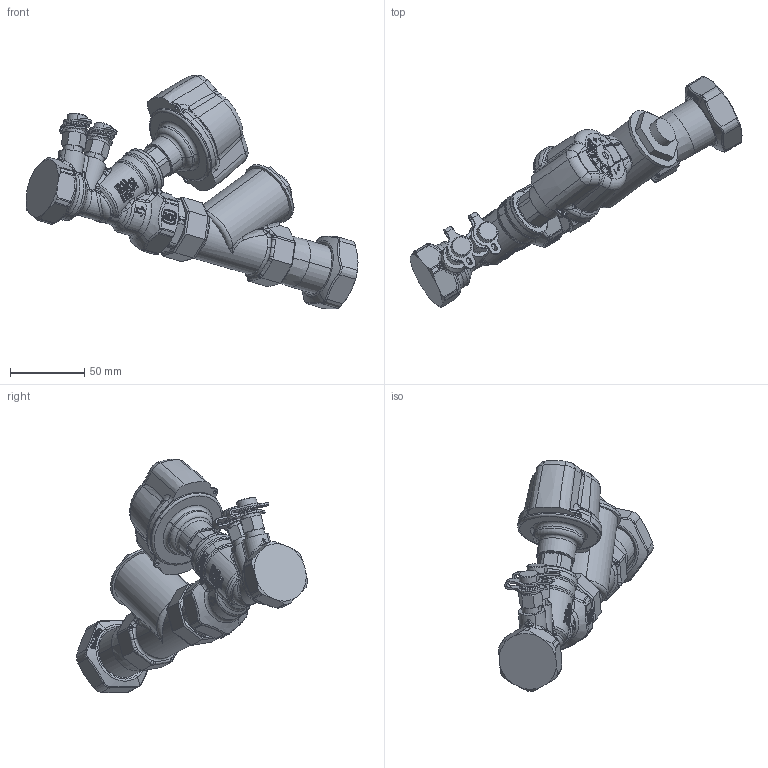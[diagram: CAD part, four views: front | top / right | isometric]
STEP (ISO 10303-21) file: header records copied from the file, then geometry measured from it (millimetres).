
FILE_DESCRIPTION(('CATIA V5 STEP Exchange','CAx-IF Rec.Pracs.--- Model Styling and Organization---1.4--- 2014-01-23','CAx-IF Rec.Pracs.---3D Tessellated Data Validation Properties---0.5---2014-09-14'),'2;1');
FILE_NAME('STEP_798006_-_TST.stp','2020-05-27T16:31:42+00:00',('none'),('none'),'CATIA Version 5-6 Release 2019 SP3','CATIA V5 STEP AP242 v1','none');
FILE_SCHEMA(('AP242_MANAGED_MODEL_BASED_3D_ENGINEERING_MIM_LF {1 0 10303 442 1 1 4}'));
Products named in the file (1): 798006 - TST
Bounding box: 224.32 x 156.16 x 157.76 mm (x, y, z)
Volume: 455900.1 mm3; surface area: 64306.8 mm2
Topology: 1 solids, 2 shells, 3790 faces, 8834 edges, 4797 vertices
Faces by surface type: bspline 2053, cylinder 616, plane 352, sphere 327, torus 280, cone 142, extrusion 10, revolution 10
Entity records: 230054 total; most frequent: CARTESIAN_POINT 166186, ORIENTED_EDGE 16974, EDGE_CURVE 8487, DIRECTION 5702, B_SPLINE_CURVE_WITH_KNOTS 5683, VERTEX_POINT 4797, EDGE_LOOP 3898, ADVANCED_FACE 3790
